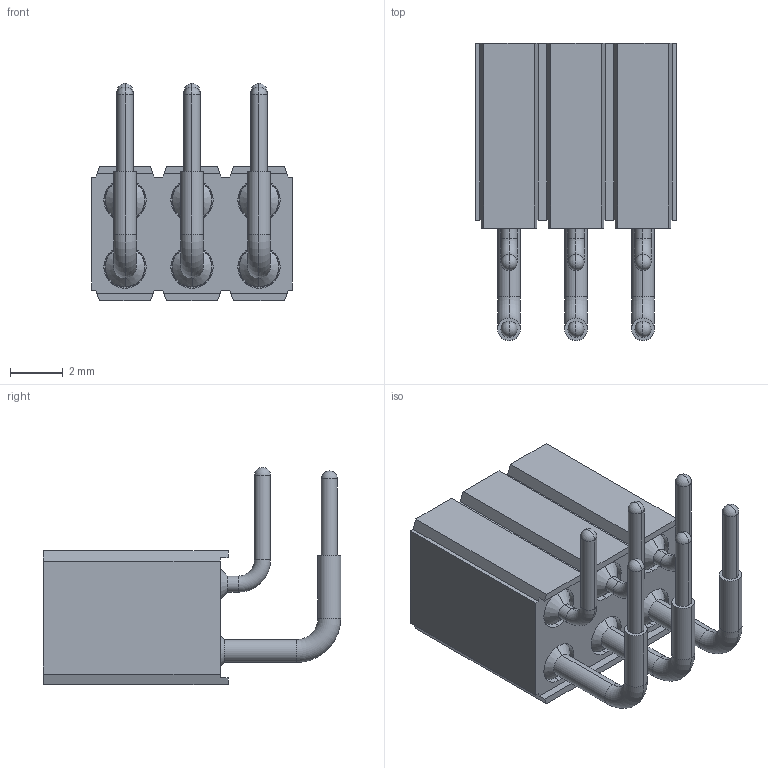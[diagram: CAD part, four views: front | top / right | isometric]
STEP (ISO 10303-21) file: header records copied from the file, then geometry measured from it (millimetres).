
FILE_DESCRIPTION (( 'STEP AP214' ), '1' );
FILE_NAME ('mill-max-803-93-006-20-001000.STEP', '2023-05-03T15:23:22', ( '' ), ( '' ), 'SwSTEP 2.0', 'SolidWorks 2022', '' );
FILE_SCHEMA (( 'AUTOMOTIVE_DESIGN' ));
Length unit declared in the file: inch
Products named in the file (4): P8XX-21-014-00-000000_P806-21-014-00-000000; 1305_1305-0-00-01-00-00-03-0; 1306_1306-0-00-01-00-00-03-0; mill-max-803-93-006-20-001000
Assembly tree (7 placements, depth 2):
  mill-max-803-93-006-20-001000
    P8XX-21-014-00-000000_P806-21-014-00-000000
    1305_1305-0-00-01-00-00-03-0  x3
    1306_1306-0-00-01-00-00-03-0  x3
Bounding box: 7.62 x 11.28 x 8.24 mm (x, y, z)
Volume: 215.2 mm3; surface area: 926.4 mm2
Topology: 7 solids, 7 shells, 1443 faces, 3186 edges, 1760 vertices
Faces by surface type: plane 789, cylinder 354, cone 276, torus 12, sphere 12
Entity records: 14918 total; most frequent: CARTESIAN_POINT 3585, ORIENTED_EDGE 2356, DIRECTION 2288, EDGE_CURVE 1178, AXIS2_PLACEMENT_3D 971, VERTEX_POINT 668, EDGE_LOOP 554, FACE_OUTER_BOUND 529
